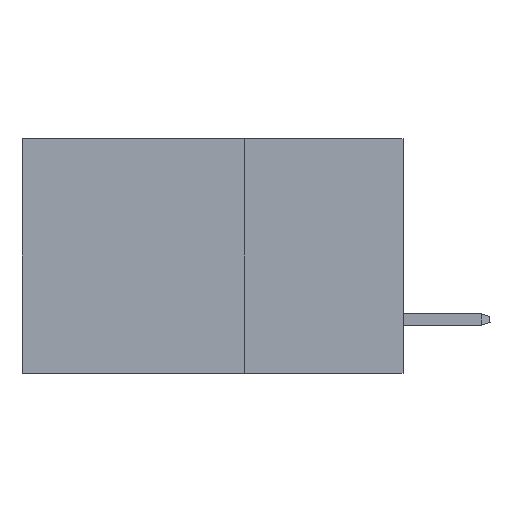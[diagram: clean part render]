
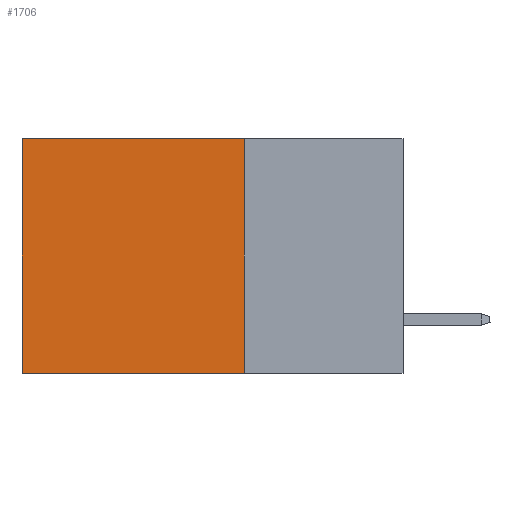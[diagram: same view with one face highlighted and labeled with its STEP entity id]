
A CAD part, left-side view. The second image highlights one B-rep face of the part: STEP entity #1706.
In plain terms, the highlighted planar face has unit normal (-1, 0, 0).
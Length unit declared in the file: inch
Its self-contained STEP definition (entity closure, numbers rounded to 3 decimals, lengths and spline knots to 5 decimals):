
#299 = CARTESIAN_POINT ( 'NONE',  ( 0.2875, 0.25, 0. ) ) ;
#358 = VERTEX_POINT ( 'NONE', #4134 ) ;
#521 = CARTESIAN_POINT ( 'NONE',  ( 0.2875, 0.25, -0.37 ) ) ;
#1505 = CARTESIAN_POINT ( 'NONE',  ( 0.2875, 0.6, 0. ) ) ;
#1619 = CARTESIAN_POINT ( 'NONE',  ( 0.2875, 0.6, 0. ) ) ;
#1706 = ADVANCED_FACE ( 'NONE', ( #8478 ), #5469, .F. ) ;
#3646 = DIRECTION ( 'NONE',  ( 0., 1., 0. ) ) ;
#3663 = EDGE_CURVE ( 'NONE', #5174, #358, #13050, .T. ) ;
#3726 = EDGE_CURVE ( 'NONE', #12658, #9958, #14758, .T. ) ;
#4043 = DIRECTION ( 'NONE',  ( 0., 0., -1. ) ) ;
#4134 = CARTESIAN_POINT ( 'NONE',  ( 0.2875, 0.6, -0.37 ) ) ;
#4145 = EDGE_CURVE ( 'NONE', #12658, #5174, #13123, .T. ) ;
#5174 = VERTEX_POINT ( 'NONE', #1505 ) ;
#5361 = VECTOR ( 'NONE', #10217, 39.37008 ) ;
#5469 = PLANE ( 'NONE',  #8408 ) ;
#6076 = DIRECTION ( 'NONE',  ( 0., 0., -1. ) ) ;
#6602 = CARTESIAN_POINT ( 'NONE',  ( 0.2875, 0.25, -0.37 ) ) ;
#6659 = ORIENTED_EDGE ( 'NONE', *, *, #3726, .F. ) ;
#6886 = EDGE_LOOP ( 'NONE', ( #11295, #7181, #6659, #11604 ) ) ;
#7181 = ORIENTED_EDGE ( 'NONE', *, *, #7973, .F. ) ;
#7199 = DIRECTION ( 'NONE',  ( 0., 1., 0. ) ) ;
#7973 = EDGE_CURVE ( 'NONE', #9958, #358, #10903, .T. ) ;
#8408 = AXIS2_PLACEMENT_3D ( 'NONE', #9701, #11196, #4043 ) ;
#8478 = FACE_OUTER_BOUND ( 'NONE', #6886, .T. ) ;
#8666 = VECTOR ( 'NONE', #6076, 39.37008 ) ;
#9101 = VECTOR ( 'NONE', #3646, 39.37008 ) ;
#9701 = CARTESIAN_POINT ( 'NONE',  ( 0.2875, 0.25, 0. ) ) ;
#9958 = VERTEX_POINT ( 'NONE', #6602 ) ;
#10217 = DIRECTION ( 'NONE',  ( 0., 0., -1. ) ) ;
#10903 = LINE ( 'NONE', #521, #9101 ) ;
#11196 = DIRECTION ( 'NONE',  ( 1., 0., 0. ) ) ;
#11295 = ORIENTED_EDGE ( 'NONE', *, *, #3663, .T. ) ;
#11604 = ORIENTED_EDGE ( 'NONE', *, *, #4145, .T. ) ;
#11909 = CARTESIAN_POINT ( 'NONE',  ( 0.2875, 0.25, 0. ) ) ;
#12601 = VECTOR ( 'NONE', #7199, 39.37008 ) ;
#12658 = VERTEX_POINT ( 'NONE', #15461 ) ;
#13050 = LINE ( 'NONE', #1619, #5361 ) ;
#13123 = LINE ( 'NONE', #11909, #12601 ) ;
#14758 = LINE ( 'NONE', #299, #8666 ) ;
#15461 = CARTESIAN_POINT ( 'NONE',  ( 0.2875, 0.25, 0. ) ) ;
